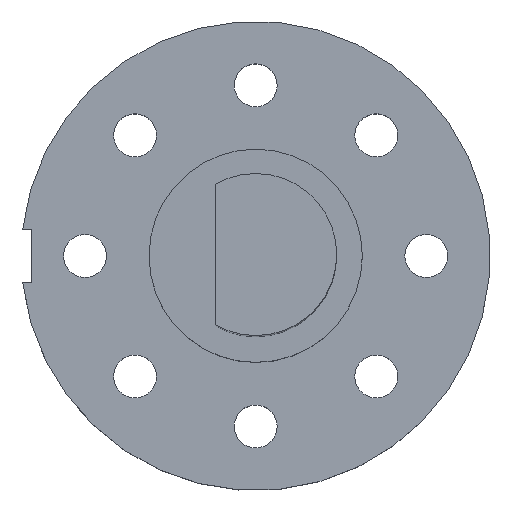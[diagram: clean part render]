
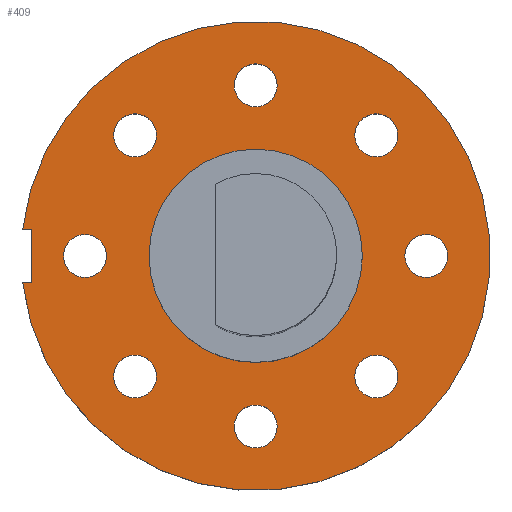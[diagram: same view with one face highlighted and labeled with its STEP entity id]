
A CAD part, top view. The second image highlights one B-rep face of the part: STEP entity #409.
In plain terms, the highlighted planar face has unit normal (0, 0, 1).
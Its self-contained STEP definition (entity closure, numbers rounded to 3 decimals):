
#39=FACE_BOUND('',#131,.T.);
#40=FACE_BOUND('',#132,.T.);
#41=FACE_BOUND('',#133,.T.);
#42=FACE_BOUND('',#134,.T.);
#43=FACE_BOUND('',#135,.T.);
#44=FACE_BOUND('',#136,.T.);
#45=FACE_BOUND('',#137,.T.);
#46=FACE_BOUND('',#138,.T.);
#47=FACE_BOUND('',#139,.T.);
#62=CIRCLE('',#456,5.);
#65=CIRCLE('',#464,1.007);
#66=CIRCLE('',#466,1.007);
#67=CIRCLE('',#468,1.007);
#68=CIRCLE('',#470,1.007);
#69=CIRCLE('',#472,1.007);
#70=CIRCLE('',#474,1.007);
#71=CIRCLE('',#476,1.007);
#72=CIRCLE('',#478,1.007);
#73=CIRCLE('',#480,11.);
#96=FACE_OUTER_BOUND('',#130,.T.);
#130=EDGE_LOOP('',(#364,#365,#366,#367));
#131=EDGE_LOOP('',(#368));
#132=EDGE_LOOP('',(#369));
#133=EDGE_LOOP('',(#370));
#134=EDGE_LOOP('',(#371));
#135=EDGE_LOOP('',(#372));
#136=EDGE_LOOP('',(#373));
#137=EDGE_LOOP('',(#374));
#138=EDGE_LOOP('',(#375));
#139=EDGE_LOOP('',(#376));
#143=LINE('',#616,#168);
#145=LINE('',#622,#170);
#149=LINE('',#628,#174);
#168=VECTOR('',#489,10.);
#170=VECTOR('',#493,10.);
#174=VECTOR('',#499,10.);
#191=VERTEX_POINT('',#610);
#193=VERTEX_POINT('',#614);
#194=VERTEX_POINT('',#618);
#196=VERTEX_POINT('',#621);
#213=VERTEX_POINT('',#668);
#216=VERTEX_POINT('',#682);
#217=VERTEX_POINT('',#686);
#218=VERTEX_POINT('',#690);
#219=VERTEX_POINT('',#694);
#220=VERTEX_POINT('',#698);
#221=VERTEX_POINT('',#702);
#222=VERTEX_POINT('',#706);
#223=VERTEX_POINT('',#710);
#227=EDGE_CURVE('',#191,#193,#143,.T.);
#229=EDGE_CURVE('',#196,#194,#145,.T.);
#233=EDGE_CURVE('',#193,#196,#149,.T.);
#253=EDGE_CURVE('',#213,#213,#62,.T.);
#258=EDGE_CURVE('',#216,#216,#65,.T.);
#260=EDGE_CURVE('',#217,#217,#66,.T.);
#262=EDGE_CURVE('',#218,#218,#67,.T.);
#264=EDGE_CURVE('',#219,#219,#68,.T.);
#266=EDGE_CURVE('',#220,#220,#69,.T.);
#268=EDGE_CURVE('',#221,#221,#70,.T.);
#270=EDGE_CURVE('',#222,#222,#71,.T.);
#272=EDGE_CURVE('',#223,#223,#72,.T.);
#274=EDGE_CURVE('',#194,#191,#73,.T.);
#364=ORIENTED_EDGE('',*,*,#229,.T.);
#365=ORIENTED_EDGE('',*,*,#274,.T.);
#366=ORIENTED_EDGE('',*,*,#227,.T.);
#367=ORIENTED_EDGE('',*,*,#233,.T.);
#368=ORIENTED_EDGE('',*,*,#253,.T.);
#369=ORIENTED_EDGE('',*,*,#258,.T.);
#370=ORIENTED_EDGE('',*,*,#260,.T.);
#371=ORIENTED_EDGE('',*,*,#262,.T.);
#372=ORIENTED_EDGE('',*,*,#264,.T.);
#373=ORIENTED_EDGE('',*,*,#266,.T.);
#374=ORIENTED_EDGE('',*,*,#268,.T.);
#375=ORIENTED_EDGE('',*,*,#270,.T.);
#376=ORIENTED_EDGE('',*,*,#272,.T.);
#386=PLANE('',#481);
#409=ADVANCED_FACE('',(#96,#39,#40,#41,#42,#43,#44,#45,#46,#47),#386,.T.);
#456=AXIS2_PLACEMENT_3D('',#670,#545,#546);
#464=AXIS2_PLACEMENT_3D('',#683,#563,#564);
#466=AXIS2_PLACEMENT_3D('',#687,#568,#569);
#468=AXIS2_PLACEMENT_3D('',#691,#573,#574);
#470=AXIS2_PLACEMENT_3D('',#695,#578,#579);
#472=AXIS2_PLACEMENT_3D('',#699,#583,#584);
#474=AXIS2_PLACEMENT_3D('',#703,#588,#589);
#476=AXIS2_PLACEMENT_3D('',#707,#593,#594);
#478=AXIS2_PLACEMENT_3D('',#711,#598,#599);
#480=AXIS2_PLACEMENT_3D('',#714,#603,#604);
#481=AXIS2_PLACEMENT_3D('',#715,#605,#606);
#489=DIRECTION('',(1.,0.,0.));
#493=DIRECTION('',(-1.,0.,0.));
#499=DIRECTION('',(0.,-1.,0.));
#545=DIRECTION('center_axis',(0.,0.,-1.));
#546=DIRECTION('ref_axis',(1.,0.,0.));
#563=DIRECTION('center_axis',(0.,0.,-1.));
#564=DIRECTION('ref_axis',(0.707,-0.707,0.));
#568=DIRECTION('center_axis',(0.,0.,-1.));
#569=DIRECTION('ref_axis',(0.,-1.,0.));
#573=DIRECTION('center_axis',(0.,0.,-1.));
#574=DIRECTION('ref_axis',(-0.707,-0.707,0.));
#578=DIRECTION('center_axis',(0.,0.,-1.));
#579=DIRECTION('ref_axis',(-1.,0.,0.));
#583=DIRECTION('center_axis',(0.,0.,-1.));
#584=DIRECTION('ref_axis',(-0.707,0.707,0.));
#588=DIRECTION('center_axis',(0.,0.,-1.));
#589=DIRECTION('ref_axis',(0.,1.,0.));
#593=DIRECTION('center_axis',(0.,0.,-1.));
#594=DIRECTION('ref_axis',(0.707,0.707,0.));
#598=DIRECTION('center_axis',(0.,0.,-1.));
#599=DIRECTION('ref_axis',(1.,0.,0.));
#603=DIRECTION('center_axis',(0.,0.,1.));
#604=DIRECTION('ref_axis',(1.,0.,0.));
#605=DIRECTION('center_axis',(0.,0.,1.));
#606=DIRECTION('ref_axis',(1.,0.,0.));
#610=CARTESIAN_POINT('',(-10.929,1.25,4.));
#614=CARTESIAN_POINT('',(-10.5,1.25,4.));
#616=CARTESIAN_POINT('',(-5.5,1.25,4.));
#618=CARTESIAN_POINT('',(-10.929,-1.25,4.));
#621=CARTESIAN_POINT('',(-10.5,-1.25,4.));
#622=CARTESIAN_POINT('',(-5.5,-1.25,4.));
#628=CARTESIAN_POINT('',(-10.5,0.,4.));
#668=CARTESIAN_POINT('',(-5.,0.,4.));
#670=CARTESIAN_POINT('Origin',(0.,0.,4.));
#682=CARTESIAN_POINT('',(4.945,6.369,4.));
#683=CARTESIAN_POINT('Origin',(5.657,5.657,4.));
#686=CARTESIAN_POINT('',(8.,1.007,4.));
#687=CARTESIAN_POINT('Origin',(8.,0.,4.));
#690=CARTESIAN_POINT('',(6.369,-4.945,4.));
#691=CARTESIAN_POINT('Origin',(5.657,-5.657,4.));
#694=CARTESIAN_POINT('',(1.007,-8.,4.));
#695=CARTESIAN_POINT('Origin',(0.,-8.,4.));
#698=CARTESIAN_POINT('',(-4.945,-6.369,4.));
#699=CARTESIAN_POINT('Origin',(-5.657,-5.657,4.));
#702=CARTESIAN_POINT('',(-8.,-1.007,4.));
#703=CARTESIAN_POINT('Origin',(-8.,0.,4.));
#706=CARTESIAN_POINT('',(-6.369,4.945,4.));
#707=CARTESIAN_POINT('Origin',(-5.657,5.657,4.));
#710=CARTESIAN_POINT('',(-1.007,8.,4.));
#711=CARTESIAN_POINT('Origin',(0.,8.,4.));
#714=CARTESIAN_POINT('Origin',(0.,0.,4.));
#715=CARTESIAN_POINT('Origin',(0.,0.,4.));
